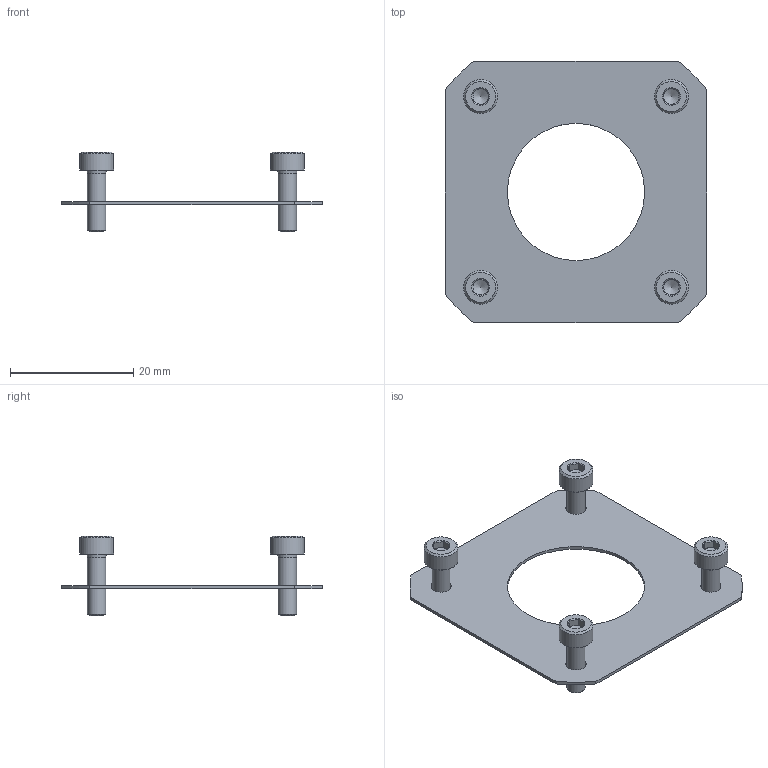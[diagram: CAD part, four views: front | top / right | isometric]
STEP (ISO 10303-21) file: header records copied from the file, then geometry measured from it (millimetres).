
FILE_DESCRIPTION(/* description */ ('STEP AP214'),/* implementation_level */ '2;1');
FILE_NAME(/* name */ '2481476_EADS-F-42A',/* time_stamp */ '2024-08-26T15:55:19+02:00',/* author */ ('License CC BY-ND 4.0'),/* organization */ ('CADENAS'),/* preprocessor_version */ 'ST-DEVELOPER v19.3',/* originating_system */ 'PARTsolutions',/* authorisation */ ' ');
FILE_SCHEMA (('AUTOMOTIVE_DESIGN {1 0 10303 214 3 1 1}'));
Length unit declared in the file: millimetre
Products named in the file (3): 2481476 EADS-F-42A; 1204122 EAMM-U-42A-S1---(DM); DIN-912 - M3x10(F)
Assembly tree (5 placements, depth 2):
  2481476 EADS-F-42A
    1204122 EAMM-U-42A-S1---(DM)
    DIN-912 - M3x10(F)  x4
Bounding box: 42.5 x 42.5 x 13 mm (x, y, z)
Volume: 1201.6 mm3; surface area: 3616.3 mm2
Topology: 5 solids, 5 shells, 127 faces, 251 edges, 138 vertices
Faces by surface type: plane 66, cone 44, cylinder 17
Full cylindrical faces by diameter (mm): 3 x4, 3.3 x4, 5.5 x4, 22.3 x1
Entity records: 1206 total; most frequent: DIRECTION 208, CARTESIAN_POINT 204, ORIENTED_EDGE 156, AXIS2_PLACEMENT_3D 87, EDGE_CURVE 78, FACE_BOUND 67, EDGE_LOOP 66, VERTEX_POINT 53
